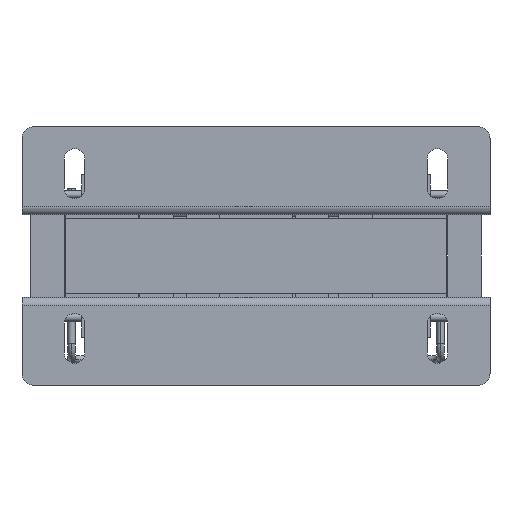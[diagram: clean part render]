
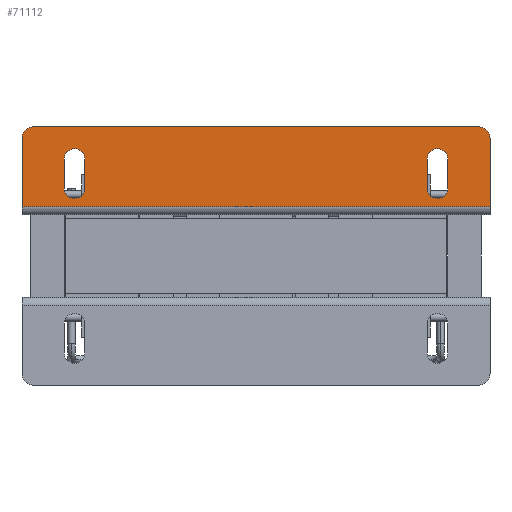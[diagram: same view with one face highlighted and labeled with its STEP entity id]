
A CAD part, front view. The second image highlights one B-rep face of the part: STEP entity #71112.
In plain terms, the highlighted planar face has unit normal (0, -1, 0).
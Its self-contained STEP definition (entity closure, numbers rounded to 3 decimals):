
#124 = VERTEX_POINT ( 'NONE', #69766 ) ;
#401 = VERTEX_POINT ( 'NONE', #66273 ) ;
#458 = FACE_BOUND ( 'NONE', #2734, .T. ) ;
#1057 = CARTESIAN_POINT ( 'NONE',  ( 62.036, -13., 3.5 ) ) ;
#2734 = EDGE_LOOP ( 'NONE', ( #60556, #70260, #51551, #65060, #3270 ) ) ;
#3270 = ORIENTED_EDGE ( 'NONE', *, *, #60786, .F. ) ;
#3478 = CARTESIAN_POINT ( 'NONE',  ( 58.536, -13., 17. ) ) ;
#4021 = LINE ( 'NONE', #27576, #47023 ) ;
#4063 = CARTESIAN_POINT ( 'NONE',  ( -62.036, -13., 3.5 ) ) ;
#5136 = DIRECTION ( 'NONE',  ( 0., 0., 1. ) ) ;
#5141 = VERTEX_POINT ( 'NONE', #1057 ) ;
#5406 = FACE_OUTER_BOUND ( 'NONE', #49542, .T. ) ;
#5434 = CIRCLE ( 'NONE', #58945, 3.5 ) ;
#5445 = ORIENTED_EDGE ( 'NONE', *, *, #21669, .F. ) ;
#6384 = AXIS2_PLACEMENT_3D ( 'NONE', #63180, #51752, #10995 ) ;
#6906 = EDGE_CURVE ( 'NONE', #59448, #49422, #4021, .T. ) ;
#7247 = AXIS2_PLACEMENT_3D ( 'NONE', #17787, #8878, #36799 ) ;
#7353 = DIRECTION ( 'NONE',  ( 0., 0., -1. ) ) ;
#7363 = DIRECTION ( 'NONE',  ( 0., 0., -1. ) ) ;
#7429 = CARTESIAN_POINT ( 'NONE',  ( 58.536, -13., 7. ) ) ;
#7641 = EDGE_CURVE ( 'NONE', #12725, #124, #11482, .T. ) ;
#7871 = VECTOR ( 'NONE', #9969, 1000. ) ;
#8585 = EDGE_CURVE ( 'NONE', #72462, #42679, #63872, .T. ) ;
#8878 = DIRECTION ( 'NONE',  ( 0., -1., 0. ) ) ;
#9412 = CARTESIAN_POINT ( 'NONE',  ( -76., -13., 28. ) ) ;
#9876 = ORIENTED_EDGE ( 'NONE', *, *, #8585, .T. ) ;
#9969 = DIRECTION ( 'NONE',  ( 0., 0., 1. ) ) ;
#10092 = DIRECTION ( 'NONE',  ( 0., -1., 0. ) ) ;
#10224 = CARTESIAN_POINT ( 'NONE',  ( 65.536, -13., 7. ) ) ;
#10988 = EDGE_LOOP ( 'NONE', ( #14545, #5445, #35397, #43681, #37177 ) ) ;
#10995 = DIRECTION ( 'NONE',  ( 0., 0., 1. ) ) ;
#11482 = LINE ( 'NONE', #62164, #7871 ) ;
#11887 = EDGE_CURVE ( 'NONE', #5141, #73171, #33236, .T. ) ;
#12136 = CIRCLE ( 'NONE', #7247, 3.5 ) ;
#12463 = VERTEX_POINT ( 'NONE', #65536 ) ;
#12725 = VERTEX_POINT ( 'NONE', #46060 ) ;
#13488 = AXIS2_PLACEMENT_3D ( 'NONE', #52863, #41059, #52121 ) ;
#14545 = ORIENTED_EDGE ( 'NONE', *, *, #28743, .F. ) ;
#16350 = ORIENTED_EDGE ( 'NONE', *, *, #69688, .T. ) ;
#17195 = EDGE_CURVE ( 'NONE', #72304, #20134, #12136, .T. ) ;
#17787 = CARTESIAN_POINT ( 'NONE',  ( -62.036, -13., 7. ) ) ;
#18789 = DIRECTION ( 'NONE',  ( 0., 0., 1. ) ) ;
#19162 = CARTESIAN_POINT ( 'NONE',  ( 76., -13., 24. ) ) ;
#20134 = VERTEX_POINT ( 'NONE', #4063 ) ;
#20326 = DIRECTION ( 'NONE',  ( 0., -1., 0. ) ) ;
#21669 = EDGE_CURVE ( 'NONE', #49422, #12463, #49159, .T. ) ;
#21862 = LINE ( 'NONE', #71376, #29103 ) ;
#22894 = DIRECTION ( 'NONE',  ( 0., 0., 1. ) ) ;
#23153 = EDGE_CURVE ( 'NONE', #20134, #59448, #41481, .T. ) ;
#23685 = DIRECTION ( 'NONE',  ( 0., 0., 1. ) ) ;
#25274 = ORIENTED_EDGE ( 'NONE', *, *, #43198, .T. ) ;
#25821 = CIRCLE ( 'NONE', #6384, 3.5 ) ;
#26606 = ORIENTED_EDGE ( 'NONE', *, *, #28766, .T. ) ;
#27576 = CARTESIAN_POINT ( 'NONE',  ( -58.536, -13., 17. ) ) ;
#28619 = CARTESIAN_POINT ( 'NONE',  ( 0., -13., 0. ) ) ;
#28743 = EDGE_CURVE ( 'NONE', #12463, #72304, #21862, .T. ) ;
#28766 = EDGE_CURVE ( 'NONE', #124, #72462, #66829, .T. ) ;
#29103 = VECTOR ( 'NONE', #7363, 1000. ) ;
#30920 = AXIS2_PLACEMENT_3D ( 'NONE', #38964, #20326, #43573 ) ;
#32069 = DIRECTION ( 'NONE',  ( 0., -1., 0. ) ) ;
#33236 = CIRCLE ( 'NONE', #67327, 3.5 ) ;
#33953 = FACE_BOUND ( 'NONE', #10988, .T. ) ;
#34385 = CARTESIAN_POINT ( 'NONE',  ( 65.536, -13., 17. ) ) ;
#34889 = CARTESIAN_POINT ( 'NONE',  ( 0., -13., 28. ) ) ;
#35397 = ORIENTED_EDGE ( 'NONE', *, *, #6906, .F. ) ;
#35582 = ORIENTED_EDGE ( 'NONE', *, *, #65896, .F. ) ;
#36431 = VECTOR ( 'NONE', #23685, 1000. ) ;
#36799 = DIRECTION ( 'NONE',  ( 0., 0., -1. ) ) ;
#37177 = ORIENTED_EDGE ( 'NONE', *, *, #17195, .F. ) ;
#37203 = CARTESIAN_POINT ( 'NONE',  ( -58.536, -13., 17. ) ) ;
#37232 = DIRECTION ( 'NONE',  ( -1., 0., 0. ) ) ;
#38964 = CARTESIAN_POINT ( 'NONE',  ( -62.036, -13., 17. ) ) ;
#40765 = CIRCLE ( 'NONE', #50518, 4. ) ;
#40824 = AXIS2_PLACEMENT_3D ( 'NONE', #28619, #51520, #22894 ) ;
#41059 = DIRECTION ( 'NONE',  ( 0., -1., 0. ) ) ;
#41481 = CIRCLE ( 'NONE', #13488, 3.5 ) ;
#42679 = VERTEX_POINT ( 'NONE', #9412 ) ;
#43198 = EDGE_CURVE ( 'NONE', #42679, #401, #40765, .T. ) ;
#43573 = DIRECTION ( 'NONE',  ( 0., 0., -1. ) ) ;
#43681 = ORIENTED_EDGE ( 'NONE', *, *, #23153, .F. ) ;
#43787 = VECTOR ( 'NONE', #67129, 1000. ) ;
#44478 = VECTOR ( 'NONE', #37232, 1000. ) ;
#44486 = VECTOR ( 'NONE', #7353, 1000. ) ;
#44843 = LINE ( 'NONE', #68113, #44478 ) ;
#45535 = CARTESIAN_POINT ( 'NONE',  ( -76., -13., 24. ) ) ;
#46060 = CARTESIAN_POINT ( 'NONE',  ( 80., -13., 0.737 ) ) ;
#46102 = CARTESIAN_POINT ( 'NONE',  ( 58.536, -13., 17. ) ) ;
#46176 = PLANE ( 'NONE',  #40824 ) ;
#46749 = DIRECTION ( 'NONE',  ( -1., 0., 0. ) ) ;
#47023 = VECTOR ( 'NONE', #72242, 1000. ) ;
#48490 = LINE ( 'NONE', #71746, #44486 ) ;
#49159 = CIRCLE ( 'NONE', #30920, 3.5 ) ;
#49422 = VERTEX_POINT ( 'NONE', #37203 ) ;
#49542 = EDGE_LOOP ( 'NONE', ( #62611, #26606, #9876, #25274, #16350, #35582 ) ) ;
#49570 = LINE ( 'NONE', #3478, #43787 ) ;
#49650 = VECTOR ( 'NONE', #46749, 1000. ) ;
#50518 = AXIS2_PLACEMENT_3D ( 'NONE', #45535, #10092, #5136 ) ;
#51520 = DIRECTION ( 'NONE',  ( 0., 1., 0. ) ) ;
#51551 = ORIENTED_EDGE ( 'NONE', *, *, #58692, .F. ) ;
#51752 = DIRECTION ( 'NONE',  ( 0., -1., 0. ) ) ;
#52121 = DIRECTION ( 'NONE',  ( 0., 0., -1. ) ) ;
#52308 = CARTESIAN_POINT ( 'NONE',  ( 62.036, -13., 7. ) ) ;
#52479 = CARTESIAN_POINT ( 'NONE',  ( -58.536, -13., 7. ) ) ;
#52860 = CARTESIAN_POINT ( 'NONE',  ( -80., -13., 0.737 ) ) ;
#52863 = CARTESIAN_POINT ( 'NONE',  ( -62.036, -13., 7. ) ) ;
#55319 = DIRECTION ( 'NONE',  ( 0., 0., 1. ) ) ;
#58692 = EDGE_CURVE ( 'NONE', #73171, #58975, #75181, .T. ) ;
#58945 = AXIS2_PLACEMENT_3D ( 'NONE', #61410, #32069, #55319 ) ;
#58975 = VERTEX_POINT ( 'NONE', #72468 ) ;
#58984 = EDGE_CURVE ( 'NONE', #68079, #74827, #49570, .T. ) ;
#59448 = VERTEX_POINT ( 'NONE', #52479 ) ;
#59535 = DIRECTION ( 'NONE',  ( 0., -1., 0. ) ) ;
#60556 = ORIENTED_EDGE ( 'NONE', *, *, #58984, .F. ) ;
#60786 = EDGE_CURVE ( 'NONE', #74827, #5141, #25821, .T. ) ;
#60905 = VERTEX_POINT ( 'NONE', #52860 ) ;
#61410 = CARTESIAN_POINT ( 'NONE',  ( 62.036, -13., 17. ) ) ;
#62164 = CARTESIAN_POINT ( 'NONE',  ( 80., -13., 0. ) ) ;
#62611 = ORIENTED_EDGE ( 'NONE', *, *, #7641, .T. ) ;
#63180 = CARTESIAN_POINT ( 'NONE',  ( 62.036, -13., 7. ) ) ;
#63872 = LINE ( 'NONE', #34889, #49650 ) ;
#65060 = ORIENTED_EDGE ( 'NONE', *, *, #11887, .F. ) ;
#65536 = CARTESIAN_POINT ( 'NONE',  ( -65.536, -13., 17. ) ) ;
#65896 = EDGE_CURVE ( 'NONE', #12725, #60905, #44843, .T. ) ;
#66273 = CARTESIAN_POINT ( 'NONE',  ( -80., -13., 24. ) ) ;
#66829 = CIRCLE ( 'NONE', #75384, 4. ) ;
#67129 = DIRECTION ( 'NONE',  ( 0., 0., -1. ) ) ;
#67296 = CARTESIAN_POINT ( 'NONE',  ( -65.536, -13., 7. ) ) ;
#67327 = AXIS2_PLACEMENT_3D ( 'NONE', #52308, #68760, #69887 ) ;
#68028 = CARTESIAN_POINT ( 'NONE',  ( 76., -13., 28. ) ) ;
#68079 = VERTEX_POINT ( 'NONE', #46102 ) ;
#68113 = CARTESIAN_POINT ( 'NONE',  ( -80., -13., 0.737 ) ) ;
#68760 = DIRECTION ( 'NONE',  ( 0., -1., 0. ) ) ;
#69688 = EDGE_CURVE ( 'NONE', #401, #60905, #48490, .T. ) ;
#69766 = CARTESIAN_POINT ( 'NONE',  ( 80., -13., 24. ) ) ;
#69838 = EDGE_CURVE ( 'NONE', #58975, #68079, #5434, .T. ) ;
#69887 = DIRECTION ( 'NONE',  ( 0., 0., 1. ) ) ;
#70260 = ORIENTED_EDGE ( 'NONE', *, *, #69838, .F. ) ;
#71112 = ADVANCED_FACE ( 'NONE', ( #33953, #458, #5406 ), #46176, .F. ) ;
#71376 = CARTESIAN_POINT ( 'NONE',  ( -65.536, -13., 17. ) ) ;
#71746 = CARTESIAN_POINT ( 'NONE',  ( -80., -13., 0. ) ) ;
#72242 = DIRECTION ( 'NONE',  ( 0., 0., 1. ) ) ;
#72304 = VERTEX_POINT ( 'NONE', #67296 ) ;
#72462 = VERTEX_POINT ( 'NONE', #68028 ) ;
#72468 = CARTESIAN_POINT ( 'NONE',  ( 65.536, -13., 17. ) ) ;
#73171 = VERTEX_POINT ( 'NONE', #10224 ) ;
#74827 = VERTEX_POINT ( 'NONE', #7429 ) ;
#75181 = LINE ( 'NONE', #34385, #36431 ) ;
#75384 = AXIS2_PLACEMENT_3D ( 'NONE', #19162, #59535, #18789 ) ;
